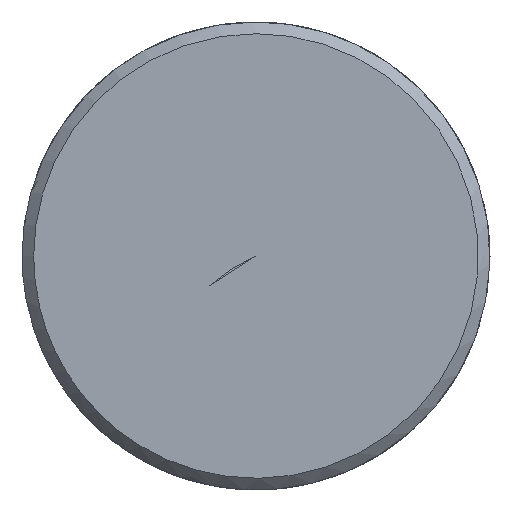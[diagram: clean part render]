
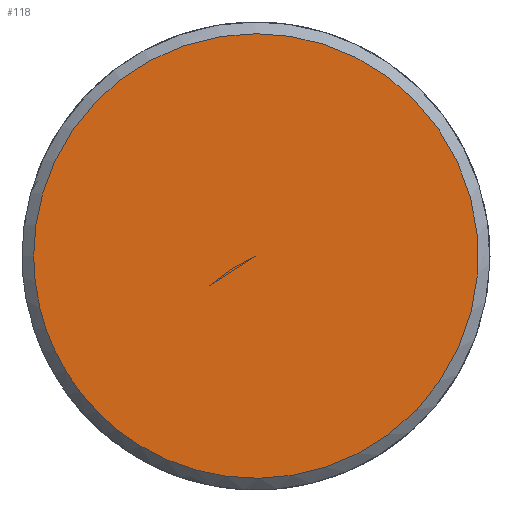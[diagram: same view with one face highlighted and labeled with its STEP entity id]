
A CAD part, left-side view. The second image highlights one B-rep face of the part: STEP entity #118.
In plain terms, the highlighted free-form (B-spline) face has degree [5, 1] with [6, 2] control points.
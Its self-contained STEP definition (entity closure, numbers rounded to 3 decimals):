
#84 = CARTESIAN_POINT ('', (-70., 4.75, 0.));
#85 = VERTEX_POINT ('', #84);
#86 = CARTESIAN_POINT ('', (-70., 0., 0.));
#87 = VERTEX_POINT ('', #86);
#88 = CARTESIAN_POINT ('', (-70., 4.75, 0.));
#89 = CARTESIAN_POINT ('', (-70., 0., 0.));
#90 = B_SPLINE_CURVE_WITH_KNOTS ('', 1, (#88, #89), .UNSPECIFIED., .F., .U., (2, 2), (0., 1.), .UNSPECIFIED.);
#91 = EDGE_CURVE ('', #85, #87, #90, .T.);
#92 = ORIENTED_EDGE ('', *, *, #91, .F.);
#93 = CARTESIAN_POINT ('', (-70., 4.75, 0.));
#94 = CARTESIAN_POINT ('', (-70., 4.75, 19.));
#95 = CARTESIAN_POINT ('', (-70., -14.25, 9.5));
#96 = CARTESIAN_POINT ('', (-70., -14.25, -9.5));
#97 = CARTESIAN_POINT ('', (-70., 4.75, -19.));
#98 = CARTESIAN_POINT ('', (-70., 4.75, 0.));
#99 = (
   BOUNDED_CURVE ()
   B_SPLINE_CURVE (5, (#93, #94, #95, #96, #97, #98), .UNSPECIFIED., .T., .U.)
   B_SPLINE_CURVE_WITH_KNOTS ((6, 6), (0., 1.), .UNSPECIFIED.)
   CURVE ()
   GEOMETRIC_REPRESENTATION_ITEM ()
   RATIONAL_B_SPLINE_CURVE ((5., 1., 1., 1., 1., 5.))
   REPRESENTATION_ITEM ('')
);
#100 = EDGE_CURVE ('', #85, #85, #99, .T.);
#101 = ORIENTED_EDGE ('', *, *, #100, .T.);
#102 = ORIENTED_EDGE ('', *, *, #91, .T.);
#103 = EDGE_LOOP ('', (#92, #101, #102));
#104 = FACE_OUTER_BOUND ('', #103, .F.);
#105 = CARTESIAN_POINT ('', (-70., 4.75, 0.));
#106 = CARTESIAN_POINT ('', (-70., 0., 0.));
#107 = CARTESIAN_POINT ('', (-70., 4.75, 19.));
#108 = CARTESIAN_POINT ('', (-70., 0., 0.));
#109 = CARTESIAN_POINT ('', (-70., -14.25, 9.5));
#110 = CARTESIAN_POINT ('', (-70., 0., 0.));
#111 = CARTESIAN_POINT ('', (-70., -14.25, -9.5));
#112 = CARTESIAN_POINT ('', (-70., 0., 0.));
#113 = CARTESIAN_POINT ('', (-70., 4.75, -19.));
#114 = CARTESIAN_POINT ('', (-70., 0., 0.));
#115 = CARTESIAN_POINT ('', (-70., 4.75, 0.));
#116 = CARTESIAN_POINT ('', (-70., 0., 0.));
#117 = (
   BOUNDED_SURFACE ()
   B_SPLINE_SURFACE (5, 1, ((#105, #106), (#107, #108), (#109, #110), (#111, #112), (#113, #114), (#115, #116)), .UNSPECIFIED., .T., .F., .U.)
   B_SPLINE_SURFACE_WITH_KNOTS ((6, 6), (2, 2), (0., 1.), (0., 1.), .UNSPECIFIED.)
   SURFACE ()
   GEOMETRIC_REPRESENTATION_ITEM ()
   RATIONAL_B_SPLINE_SURFACE (((5., 5.), (1., 1.), (1., 1.), (1., 1.), (1., 1.), (5., 5.)))
   REPRESENTATION_ITEM ('')
);
#118 = ADVANCED_FACE ('', (#104), #117, .F.);
